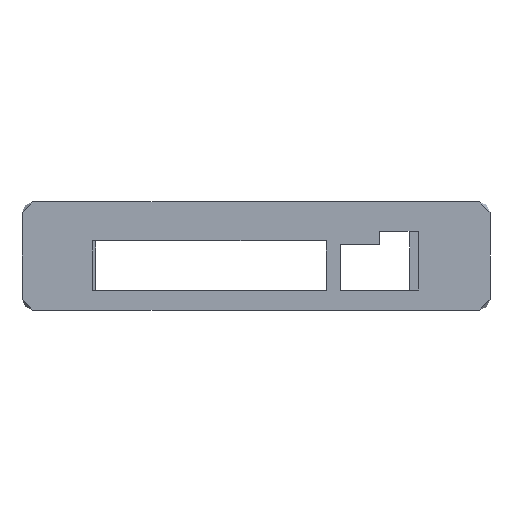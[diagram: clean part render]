
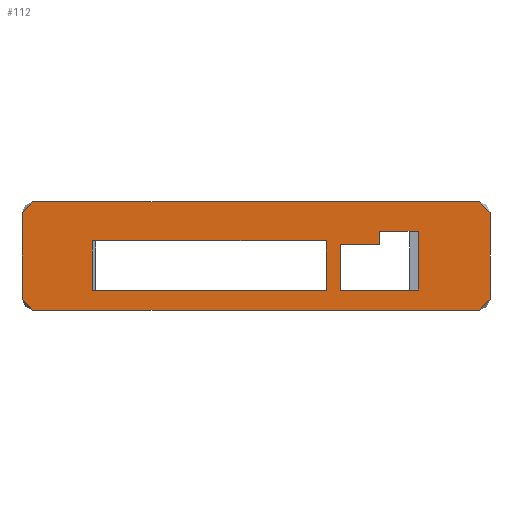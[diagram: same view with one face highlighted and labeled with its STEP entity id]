
A CAD part, front view. The second image highlights one B-rep face of the part: STEP entity #112.
In plain terms, the highlighted planar face has unit normal (0, -1, 0).
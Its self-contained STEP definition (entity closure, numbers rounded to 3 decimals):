
#112=ADVANCED_FACE($,(#167,#149,#150),#730,.T.);
#149=FACE_BOUND($,#219,.T.);
#150=FACE_BOUND($,#220,.T.);
#167=FACE_OUTER_BOUND($,#218,.T.);
#218=EDGE_LOOP($,(#329,#330,#331,#332,#333,#334,#335,#336));
#219=EDGE_LOOP($,(#337,#338,#339,#340));
#220=EDGE_LOOP($,(#341,#342,#343,#344,#345,#346,#347));
#329=ORIENTED_EDGE($,*,*,#590,.T.);
#330=ORIENTED_EDGE($,*,*,#574,.T.);
#331=ORIENTED_EDGE($,*,*,#572,.T.);
#332=ORIENTED_EDGE($,*,*,#580,.T.);
#333=ORIENTED_EDGE($,*,*,#578,.T.);
#334=ORIENTED_EDGE($,*,*,#586,.T.);
#335=ORIENTED_EDGE($,*,*,#584,.T.);
#336=ORIENTED_EDGE($,*,*,#592,.T.);
#337=ORIENTED_EDGE($,*,*,#546,.F.);
#338=ORIENTED_EDGE($,*,*,#545,.F.);
#339=ORIENTED_EDGE($,*,*,#544,.F.);
#340=ORIENTED_EDGE($,*,*,#543,.F.);
#341=ORIENTED_EDGE($,*,*,#561,.T.);
#342=ORIENTED_EDGE($,*,*,#560,.T.);
#343=ORIENTED_EDGE($,*,*,#559,.T.);
#344=ORIENTED_EDGE($,*,*,#558,.T.);
#345=ORIENTED_EDGE($,*,*,#564,.T.);
#346=ORIENTED_EDGE($,*,*,#563,.T.);
#347=ORIENTED_EDGE($,*,*,#562,.T.);
#543=EDGE_CURVE($,#650,#651,#821,.T.);
#544=EDGE_CURVE($,#651,#652,#822,.T.);
#545=EDGE_CURVE($,#652,#653,#823,.T.);
#546=EDGE_CURVE($,#653,#650,#824,.T.);
#558=EDGE_CURVE($,#658,#659,#836,.T.);
#559=EDGE_CURVE($,#660,#658,#837,.T.);
#560=EDGE_CURVE($,#661,#660,#838,.T.);
#561=EDGE_CURVE($,#662,#661,#839,.T.);
#562=EDGE_CURVE($,#663,#662,#840,.T.);
#563=EDGE_CURVE($,#664,#663,#841,.T.);
#564=EDGE_CURVE($,#659,#664,#842,.T.);
#572=EDGE_CURVE($,#672,#678,#850,.T.);
#574=EDGE_CURVE($,#673,#672,#773,.T.);
#578=EDGE_CURVE($,#676,#682,#852,.T.);
#580=EDGE_CURVE($,#678,#676,#777,.T.);
#584=EDGE_CURVE($,#680,#686,#854,.T.);
#586=EDGE_CURVE($,#682,#680,#781,.T.);
#590=EDGE_CURVE($,#684,#673,#856,.T.);
#592=EDGE_CURVE($,#686,#684,#785,.T.);
#650=VERTEX_POINT($,#1411);
#651=VERTEX_POINT($,#1412);
#652=VERTEX_POINT($,#1413);
#653=VERTEX_POINT($,#1414);
#658=VERTEX_POINT($,#1419);
#659=VERTEX_POINT($,#1420);
#660=VERTEX_POINT($,#1421);
#661=VERTEX_POINT($,#1422);
#662=VERTEX_POINT($,#1423);
#663=VERTEX_POINT($,#1424);
#664=VERTEX_POINT($,#1425);
#672=VERTEX_POINT($,#1433);
#673=VERTEX_POINT($,#1434);
#676=VERTEX_POINT($,#1437);
#678=VERTEX_POINT($,#1439);
#680=VERTEX_POINT($,#1441);
#682=VERTEX_POINT($,#1443);
#684=VERTEX_POINT($,#1445);
#686=VERTEX_POINT($,#1447);
#730=PLANE($,#912);
#773=(
BOUNDED_CURVE()
B_SPLINE_CURVE(2,(#1278,#1279,#1280),.UNSPECIFIED.,.F.,.F.)
B_SPLINE_CURVE_WITH_KNOTS((3,3),(-1.,0.),.UNSPECIFIED.)
CURVE()
GEOMETRIC_REPRESENTATION_ITEM()
RATIONAL_B_SPLINE_CURVE((1.,0.707,1.))
REPRESENTATION_ITEM($)
);
#777=(
BOUNDED_CURVE()
B_SPLINE_CURVE(2,(#1296,#1297,#1298),.UNSPECIFIED.,.F.,.F.)
B_SPLINE_CURVE_WITH_KNOTS((3,3),(-1.,0.),.UNSPECIFIED.)
CURVE()
GEOMETRIC_REPRESENTATION_ITEM()
RATIONAL_B_SPLINE_CURVE((1.,0.707,1.))
REPRESENTATION_ITEM($)
);
#781=(
BOUNDED_CURVE()
B_SPLINE_CURVE(2,(#1314,#1315,#1316),.UNSPECIFIED.,.F.,.F.)
B_SPLINE_CURVE_WITH_KNOTS((3,3),(-1.,0.),.UNSPECIFIED.)
CURVE()
GEOMETRIC_REPRESENTATION_ITEM()
RATIONAL_B_SPLINE_CURVE((1.,0.707,1.))
REPRESENTATION_ITEM($)
);
#785=(
BOUNDED_CURVE()
B_SPLINE_CURVE(2,(#1332,#1333,#1334),.UNSPECIFIED.,.F.,.F.)
B_SPLINE_CURVE_WITH_KNOTS((3,3),(-1.,0.),.UNSPECIFIED.)
CURVE()
GEOMETRIC_REPRESENTATION_ITEM()
RATIONAL_B_SPLINE_CURVE((1.,0.707,1.))
REPRESENTATION_ITEM($)
);
#821=B_SPLINE_CURVE_WITH_KNOTS($,1,(#1194,#1195),.UNSPECIFIED.,.F.,.F.,(2,
2),(0.,108.),.UNSPECIFIED.);
#822=B_SPLINE_CURVE_WITH_KNOTS($,1,(#1196,#1197),.UNSPECIFIED.,.F.,.F.,(2,
2),(108.,138.),.UNSPECIFIED.);
#823=B_SPLINE_CURVE_WITH_KNOTS($,1,(#1198,#1199),.UNSPECIFIED.,.F.,.F.,(2,
2),(138.,246.),.UNSPECIFIED.);
#824=B_SPLINE_CURVE_WITH_KNOTS($,1,(#1200,#1201),.UNSPECIFIED.,.F.,.F.,(2,
2),(246.,276.),.UNSPECIFIED.);
#836=B_SPLINE_CURVE_WITH_KNOTS($,1,(#1232,#1233),.UNSPECIFIED.,.F.,.F.,(2,
2),(99.73,129.16),.UNSPECIFIED.);
#837=B_SPLINE_CURVE_WITH_KNOTS($,1,(#1234,#1235),.UNSPECIFIED.,.F.,.F.,(2,
2),(81.843,99.73),.UNSPECIFIED.);
#838=B_SPLINE_CURVE_WITH_KNOTS($,1,(#1236,#1237),.UNSPECIFIED.,.F.,.F.,(2,
2),(75.751,81.843),.UNSPECIFIED.);
#839=B_SPLINE_CURVE_WITH_KNOTS($,1,(#1238,#1239),.UNSPECIFIED.,.F.,.F.,(2,
2),(57.637,75.751),.UNSPECIFIED.);
#840=B_SPLINE_CURVE_WITH_KNOTS($,1,(#1240,#1241),.UNSPECIFIED.,.F.,.F.,(2,
2),(36.3,57.637),.UNSPECIFIED.);
#841=B_SPLINE_CURVE_WITH_KNOTS($,1,(#1242,#1243),.UNSPECIFIED.,.F.,.F.,(2,
2),(0.3,36.3),.UNSPECIFIED.);
#842=B_SPLINE_CURVE_WITH_KNOTS($,1,(#1244,#1245),.UNSPECIFIED.,.F.,.F.,(2,
2),(0.,0.3),.UNSPECIFIED.);
#850=B_SPLINE_CURVE_WITH_KNOTS($,1,(#1274,#1275),.UNSPECIFIED.,.F.,.F.,(2,
2),(487.,527.),.UNSPECIFIED.);
#852=B_SPLINE_CURVE_WITH_KNOTS($,1,(#1292,#1293),.UNSPECIFIED.,.F.,.F.,(2,
2),(5.,211.),.UNSPECIFIED.);
#854=B_SPLINE_CURVE_WITH_KNOTS($,1,(#1310,#1311),.UNSPECIFIED.,.F.,.F.,(2,
2),(221.,261.),.UNSPECIFIED.);
#856=B_SPLINE_CURVE_WITH_KNOTS($,1,(#1328,#1329),.UNSPECIFIED.,.F.,.F.,(2,
2),(271.,477.),.UNSPECIFIED.);
#912=AXIS2_PLACEMENT_3D($,#1346,#953,$);
#953=DIRECTION($,(0.,-1.,0.));
#1194=CARTESIAN_POINT($,(4.4,-3.05,0.));
#1195=CARTESIAN_POINT($,(112.4,-3.05,0.));
#1196=CARTESIAN_POINT($,(112.4,-3.05,0.));
#1197=CARTESIAN_POINT($,(112.4,-3.05,23.));
#1198=CARTESIAN_POINT($,(112.4,-3.05,23.));
#1199=CARTESIAN_POINT($,(4.4,-3.05,23.));
#1200=CARTESIAN_POINT($,(4.4,-3.05,23.));
#1201=CARTESIAN_POINT($,(4.4,-3.05,0.));
#1232=CARTESIAN_POINT($,(154.8,-3.05,27.43));
#1233=CARTESIAN_POINT($,(154.8,-3.05,0.3));
#1234=CARTESIAN_POINT($,(136.913,-3.05,27.43));
#1235=CARTESIAN_POINT($,(154.8,-3.05,27.43));
#1236=CARTESIAN_POINT($,(136.913,-3.05,21.337));
#1237=CARTESIAN_POINT($,(136.913,-3.05,27.43));
#1238=CARTESIAN_POINT($,(118.8,-3.05,21.337));
#1239=CARTESIAN_POINT($,(136.913,-3.05,21.337));
#1240=CARTESIAN_POINT($,(118.8,-3.05,0.));
#1241=CARTESIAN_POINT($,(118.8,-3.05,21.337));
#1242=CARTESIAN_POINT($,(154.8,-3.05,0.));
#1243=CARTESIAN_POINT($,(118.8,-3.05,0.));
#1244=CARTESIAN_POINT($,(154.8,-3.05,0.3));
#1245=CARTESIAN_POINT($,(154.8,-3.05,0.));
#1274=CARTESIAN_POINT($,(-28.05,-3.05,36.));
#1275=CARTESIAN_POINT($,(-28.05,-3.05,-4.));
#1278=CARTESIAN_POINT($,(-23.05,-3.05,41.));
#1279=CARTESIAN_POINT($,(-28.05,-3.05,41.));
#1280=CARTESIAN_POINT($,(-28.05,-3.05,36.));
#1292=CARTESIAN_POINT($,(-23.05,-3.05,-9.));
#1293=CARTESIAN_POINT($,(182.95,-3.05,-9.));
#1296=CARTESIAN_POINT($,(-28.05,-3.05,-4.));
#1297=CARTESIAN_POINT($,(-28.05,-3.05,-9.));
#1298=CARTESIAN_POINT($,(-23.05,-3.05,-9.));
#1310=CARTESIAN_POINT($,(187.95,-3.05,-4.));
#1311=CARTESIAN_POINT($,(187.95,-3.05,36.));
#1314=CARTESIAN_POINT($,(182.95,-3.05,-9.));
#1315=CARTESIAN_POINT($,(187.95,-3.05,-9.));
#1316=CARTESIAN_POINT($,(187.95,-3.05,-4.));
#1328=CARTESIAN_POINT($,(182.95,-3.05,41.));
#1329=CARTESIAN_POINT($,(-23.05,-3.05,41.));
#1332=CARTESIAN_POINT($,(187.95,-3.05,36.));
#1333=CARTESIAN_POINT($,(187.95,-3.05,41.));
#1334=CARTESIAN_POINT($,(182.95,-3.05,41.));
#1346=CARTESIAN_POINT($,(-28.05,-3.05,-9.));
#1411=CARTESIAN_POINT($,(4.4,-3.05,0.));
#1412=CARTESIAN_POINT($,(112.4,-3.05,0.));
#1413=CARTESIAN_POINT($,(112.4,-3.05,23.));
#1414=CARTESIAN_POINT($,(4.4,-3.05,23.));
#1419=CARTESIAN_POINT($,(154.8,-3.05,27.43));
#1420=CARTESIAN_POINT($,(154.8,-3.05,0.3));
#1421=CARTESIAN_POINT($,(136.913,-3.05,27.43));
#1422=CARTESIAN_POINT($,(136.913,-3.05,21.337));
#1423=CARTESIAN_POINT($,(118.8,-3.05,21.337));
#1424=CARTESIAN_POINT($,(118.8,-3.05,0.));
#1425=CARTESIAN_POINT($,(154.8,-3.05,0.));
#1433=CARTESIAN_POINT($,(-28.05,-3.05,36.));
#1434=CARTESIAN_POINT($,(-23.05,-3.05,41.));
#1437=CARTESIAN_POINT($,(-23.05,-3.05,-9.));
#1439=CARTESIAN_POINT($,(-28.05,-3.05,-4.));
#1441=CARTESIAN_POINT($,(187.95,-3.05,-4.));
#1443=CARTESIAN_POINT($,(182.95,-3.05,-9.));
#1445=CARTESIAN_POINT($,(182.95,-3.05,41.));
#1447=CARTESIAN_POINT($,(187.95,-3.05,36.));
